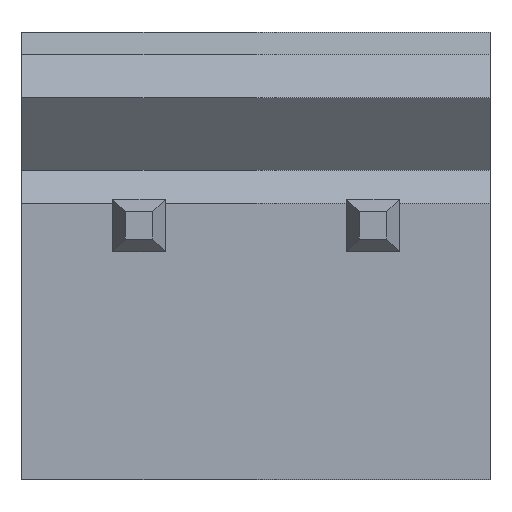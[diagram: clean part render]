
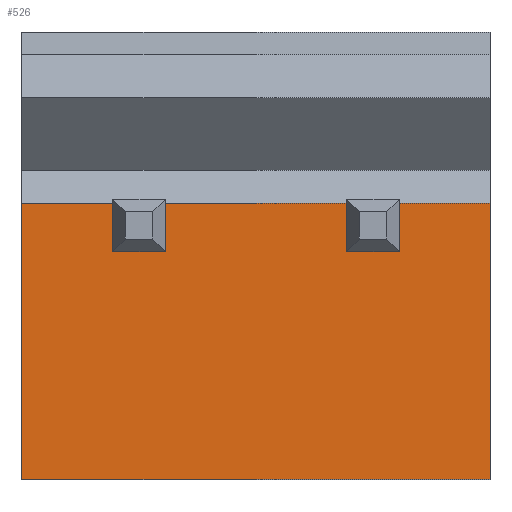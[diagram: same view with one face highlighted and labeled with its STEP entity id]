
A CAD part, top view. The second image highlights one B-rep face of the part: STEP entity #526.
In plain terms, the highlighted planar face has unit normal (0, 0, 1).
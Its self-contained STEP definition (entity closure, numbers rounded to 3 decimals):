
#32 = VERTEX_POINT('',#33);
#33 = CARTESIAN_POINT('',(-5.08,-5.5,3.));
#39 = EDGE_CURVE('',#40,#32,#42,.T.);
#40 = VERTEX_POINT('',#41);
#41 = CARTESIAN_POINT('',(5.08,-5.5,3.));
#42 = LINE('',#43,#44);
#43 = CARTESIAN_POINT('',(5.08,-5.5,3.));
#44 = VECTOR('',#45,1.);
#45 = DIRECTION('',(-1.,0.,0.));
#499 = EDGE_CURVE('',#500,#502,#504,.T.);
#500 = VERTEX_POINT('',#501);
#501 = CARTESIAN_POINT('',(5.08,0.5,3.));
#502 = VERTEX_POINT('',#503);
#503 = CARTESIAN_POINT('',(-5.08,0.5,3.));
#504 = LINE('',#505,#506);
#505 = CARTESIAN_POINT('',(5.08,0.5,3.));
#506 = VECTOR('',#507,1.);
#507 = DIRECTION('',(-1.,0.,0.));
#526 = ADVANCED_FACE('',(#527),#543,.F.);
#527 = FACE_BOUND('',#528,.F.);
#528 = EDGE_LOOP('',(#529,#530,#536,#537));
#529 = ORIENTED_EDGE('',*,*,#39,.T.);
#530 = ORIENTED_EDGE('',*,*,#531,.T.);
#531 = EDGE_CURVE('',#32,#502,#532,.T.);
#532 = LINE('',#533,#534);
#533 = CARTESIAN_POINT('',(-5.08,-5.5,3.));
#534 = VECTOR('',#535,1.);
#535 = DIRECTION('',(0.,1.,0.));
#536 = ORIENTED_EDGE('',*,*,#499,.F.);
#537 = ORIENTED_EDGE('',*,*,#538,.F.);
#538 = EDGE_CURVE('',#40,#500,#539,.T.);
#539 = LINE('',#540,#541);
#540 = CARTESIAN_POINT('',(5.08,-5.5,3.));
#541 = VECTOR('',#542,1.);
#542 = DIRECTION('',(0.,1.,0.));
#543 = PLANE('',#544);
#544 = AXIS2_PLACEMENT_3D('',#545,#546,#547);
#545 = CARTESIAN_POINT('',(5.08,-5.5,3.));
#546 = DIRECTION('',(0.,0.,-1.));
#547 = DIRECTION('',(0.,1.,0.));
